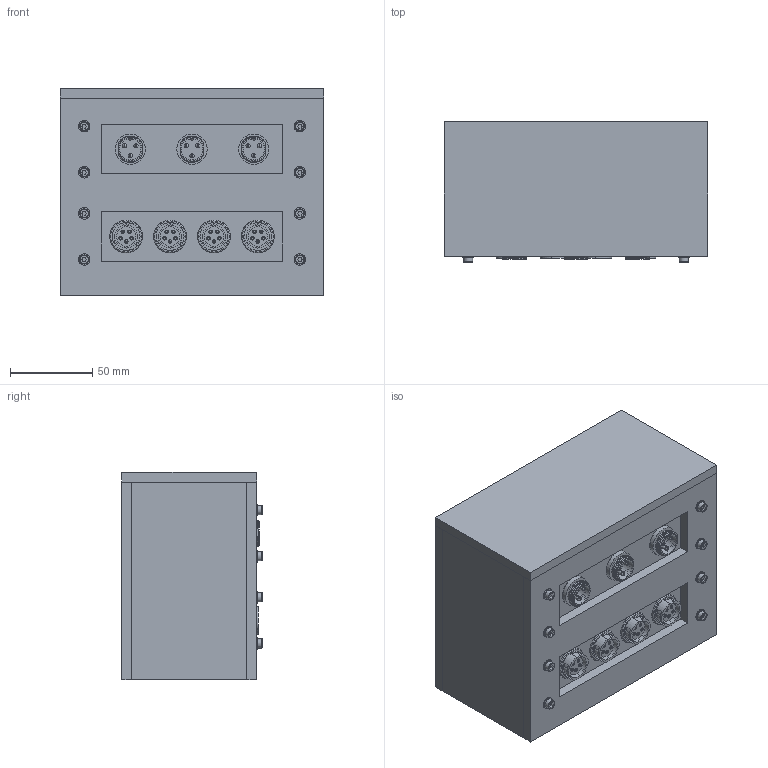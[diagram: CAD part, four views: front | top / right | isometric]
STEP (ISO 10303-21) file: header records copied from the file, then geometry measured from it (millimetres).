
FILE_DESCRIPTION(/* description */ (''),/* implementation_level */ '2;1');
FILE_NAME(/* name */ 'Connection box.step',/* time_stamp */ '2020-04-15T09:11:11+01:00',/* author */ (''),/* organization */ (''),/* preprocessor_version */ 'ST-DEVELOPER v18.1',/* originating_system */ 'Autodesk Translation Framework v9.2.0.1227',/* authorisation */ '');
FILE_SCHEMA (('AUTOMOTIVE_DESIGN { 1 0 10303 214 3 1 1 }'));
Length unit declared in the file: millimetre
Products named in the file (18): Connection box; Connection box side panel; Connection box rear panel; Connection box top; Upper Panel; 3 hole plate; PSG08549; Connection box socket panel; Lower Panel; 4 hole plate; 99_0612_00_04; Connection box lid; Metalwork; Screwset; washer_iso_7089-3-a_140; Washer M3; DIN912_M3x12MM; nut_iso_4032-03
Assembly tree (31 placements, depth 5):
  Connection box
    Connection box side panel  x2
    Connection box rear panel
    Connection box top
    Upper Panel
      3 hole plate
      PSG08549  x3
    Connection box socket panel
    Lower Panel
      4 hole plate
      99_0612_00_04  x4
    Connection box lid
    Metalwork
      Screwset  x8
        washer_iso_7089-3-a_140
          Washer M3
        DIN912_M3x12MM
        nut_iso_4032-03
Bounding box: 160 x 85.5 x 126 mm (x, y, z)
Volume: 545258.1 mm3; surface area: 245178.2 mm2
Topology: 70 solids, 70 shells, 2070 faces, 5475 edges, 3604 vertices
Faces by surface type: plane 1009, cylinder 601, cone 184, bspline 171, torus 99, sphere 6
Full cylindrical faces by diameter (mm): 1.5 x9, 1.6 x16, 1.8 x16, 2.25 x4, 2.4 x16, 2.5 x22, 2.529 x24, 3 x40, 3.2 x16, 4 x16, 5.5 x8, 7 x16, 11.8 x4, 13 x6, 14 x4, 14.4 x12, 16 x7, 16.5 x4, 16.95 x4, 17.188 x4, 18 x7, 18.1 x4, 18.4 x3, 19.9 x4, 20 x4
Entity records: 22752 total; most frequent: CARTESIAN_POINT 8476, ORIENTED_EDGE 2952, DIRECTION 2689, EDGE_CURVE 1476, AXIS2_PLACEMENT_3D 1014, VERTEX_POINT 973, EDGE_LOOP 673, LINE 661
